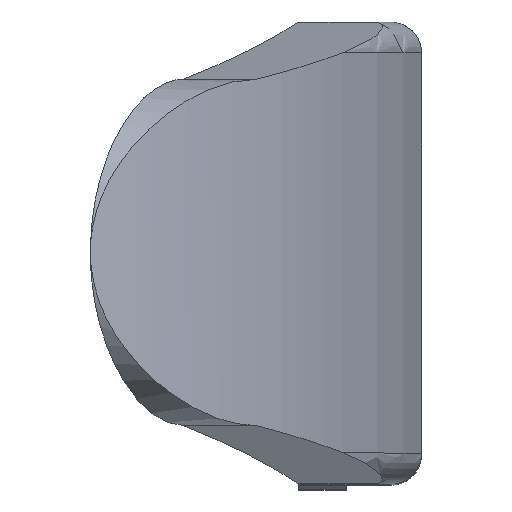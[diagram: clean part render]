
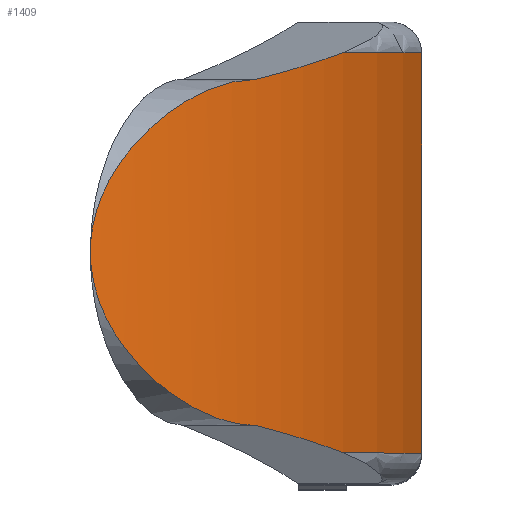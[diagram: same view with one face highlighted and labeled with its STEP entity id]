
A CAD part, top view. The second image highlights one B-rep face of the part: STEP entity #1409.
In plain terms, the highlighted cylindrical face has radius 300 mm (diameter 600 mm), a partial arc.
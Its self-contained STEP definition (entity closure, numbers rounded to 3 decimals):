
#21=ELLIPSE('',#1525,305.228,300.);
#22=ELLIPSE('',#1526,305.228,300.);
#35=CYLINDRICAL_SURFACE('',#1524,300.);
#56=CIRCLE('',#1523,300.);
#57=CIRCLE('',#1527,300.);
#118=FACE_OUTER_BOUND('',#198,.T.);
#198=EDGE_LOOP('',(#1102,#1103,#1104,#1105,#1106,#1107,#1108));
#293=LINE('',#2764,#427);
#427=VECTOR('',#1707,10.);
#539=B_SPLINE_CURVE_WITH_KNOTS('',3,(#2842,#2843,#2844,#2845,#2846,#2847,
#2848,#2849,#2850,#2851,#2852,#2853),.UNSPECIFIED.,.F.,.F.,(4,2,2,2,2,4),
(0.,3.179,6.749,9.287,10.697,
12.061),.UNSPECIFIED.);
#540=B_SPLINE_CURVE_WITH_KNOTS('',3,(#2855,#2856,#2857,#2858,#2859,#2860,
#2861,#2862,#2863,#2864,#2865,#2866),.UNSPECIFIED.,.F.,.F.,(4,2,2,2,2,4),
(0.,0.978,1.849,2.934,3.998,
5.026),.UNSPECIFIED.);
#616=VERTEX_POINT('',#2744);
#617=VERTEX_POINT('',#2763);
#624=VERTEX_POINT('',#2814);
#625=VERTEX_POINT('',#2839);
#626=VERTEX_POINT('',#2841);
#627=VERTEX_POINT('',#2854);
#628=VERTEX_POINT('',#2867);
#783=EDGE_CURVE('',#617,#616,#293,.T.);
#797=EDGE_CURVE('',#624,#616,#56,.T.);
#798=EDGE_CURVE('',#624,#625,#21,.T.);
#799=EDGE_CURVE('',#625,#626,#539,.T.);
#800=EDGE_CURVE('',#626,#627,#540,.T.);
#801=EDGE_CURVE('',#627,#628,#22,.T.);
#802=EDGE_CURVE('',#617,#628,#57,.T.);
#1102=ORIENTED_EDGE('',*,*,#798,.T.);
#1103=ORIENTED_EDGE('',*,*,#799,.T.);
#1104=ORIENTED_EDGE('',*,*,#800,.T.);
#1105=ORIENTED_EDGE('',*,*,#801,.T.);
#1106=ORIENTED_EDGE('',*,*,#802,.F.);
#1107=ORIENTED_EDGE('',*,*,#783,.T.);
#1108=ORIENTED_EDGE('',*,*,#797,.F.);
#1409=ADVANCED_FACE('',(#118),#35,.T.);
#1523=AXIS2_PLACEMENT_3D('',#2837,#1733,#1734);
#1524=AXIS2_PLACEMENT_3D('',#2838,#1735,#1736);
#1525=AXIS2_PLACEMENT_3D('',#2840,#1737,#1738);
#1526=AXIS2_PLACEMENT_3D('',#2868,#1739,#1740);
#1527=AXIS2_PLACEMENT_3D('',#2869,#1741,#1742);
#1707=DIRECTION('',(0.,1.,0.));
#1733=DIRECTION('center_axis',(0.,1.,0.));
#1734=DIRECTION('ref_axis',(0.86,0.,0.51));
#1735=DIRECTION('center_axis',(0.,-1.,0.));
#1736=DIRECTION('ref_axis',(0.626,0.,0.78));
#1737=DIRECTION('center_axis',(0.,-0.983,
-0.184));
#1738=DIRECTION('ref_axis',(0.,-0.184,0.983));
#1739=DIRECTION('center_axis',(0.,0.983,-0.184));
#1740=DIRECTION('ref_axis',(0.,0.184,0.983));
#1741=DIRECTION('center_axis',(0.,-1.,0.));
#1742=DIRECTION('ref_axis',(0.86,0.,0.51));
#2744=CARTESIAN_POINT('',(0.,-10.,180.588));
#2763=CARTESIAN_POINT('',(0.,-140.,180.588));
#2764=CARTESIAN_POINT('',(0.,-140.,180.588));
#2814=CARTESIAN_POINT('',(-25.482,-10.,258.921));
#2837=CARTESIAN_POINT('Origin',(-295.325,-10.,127.831));
#2838=CARTESIAN_POINT('Origin',(-295.325,0.,
127.831));
#2839=CARTESIAN_POINT('',(-53.659,-18.75,305.588));
#2840=CARTESIAN_POINT('Origin',(-295.325,14.579,127.831));
#2841=CARTESIAN_POINT('',(-107.6,-75.,361.838));
#2842=CARTESIAN_POINT('Ctrl Pts',(-53.659,-18.75,305.588));
#2843=CARTESIAN_POINT('Ctrl Pts',(-59.938,-18.75,314.125));
#2844=CARTESIAN_POINT('Ctrl Pts',(-66.742,-20.692,322.382));
#2845=CARTESIAN_POINT('Ctrl Pts',(-81.036,-28.176,338.084));
#2846=CARTESIAN_POINT('Ctrl Pts',(-88.271,-34.005,345.063));
#2847=CARTESIAN_POINT('Ctrl Pts',(-98.207,-45.787,354.051));
#2848=CARTESIAN_POINT('Ctrl Pts',(-101.452,-51.046,356.789));
#2849=CARTESIAN_POINT('Ctrl Pts',(-104.938,-59.269,359.683));
#2850=CARTESIAN_POINT('Ctrl Pts',(-105.933,-62.351,360.493));
#2851=CARTESIAN_POINT('Ctrl Pts',(-107.261,-68.652,361.567));
#2852=CARTESIAN_POINT('Ctrl Pts',(-107.6,-71.819,361.838));
#2853=CARTESIAN_POINT('Ctrl Pts',(-107.6,-75.,361.838));
#2854=CARTESIAN_POINT('',(-53.659,-131.25,305.588));
#2855=CARTESIAN_POINT('Ctrl Pts',(-107.6,-75.,361.838));
#2856=CARTESIAN_POINT('Ctrl Pts',(-107.6,-78.26,361.838));
#2857=CARTESIAN_POINT('Ctrl Pts',(-107.264,-83.003,361.58));
#2858=CARTESIAN_POINT('Ctrl Pts',(-103.909,-93.877,358.838));
#2859=CARTESIAN_POINT('Ctrl Pts',(-101.569,-98.545,356.898));
#2860=CARTESIAN_POINT('Ctrl Pts',(-95.457,-107.898,351.6));
#2861=CARTESIAN_POINT('Ctrl Pts',(-90.985,-113.038,347.609));
#2862=CARTESIAN_POINT('Ctrl Pts',(-80.299,-122.051,337.16));
#2863=CARTESIAN_POINT('Ctrl Pts',(-74.704,-125.485,331.294));
#2864=CARTESIAN_POINT('Ctrl Pts',(-63.86,-130.048,318.854));
#2865=CARTESIAN_POINT('Ctrl Pts',(-58.612,-131.25,312.321));
#2866=CARTESIAN_POINT('Ctrl Pts',(-53.659,-131.25,305.588));
#2867=CARTESIAN_POINT('',(-25.482,-140.,258.921));
#2868=CARTESIAN_POINT('Origin',(-295.325,-164.579,127.831));
#2869=CARTESIAN_POINT('Origin',(-295.325,-140.,127.831));
